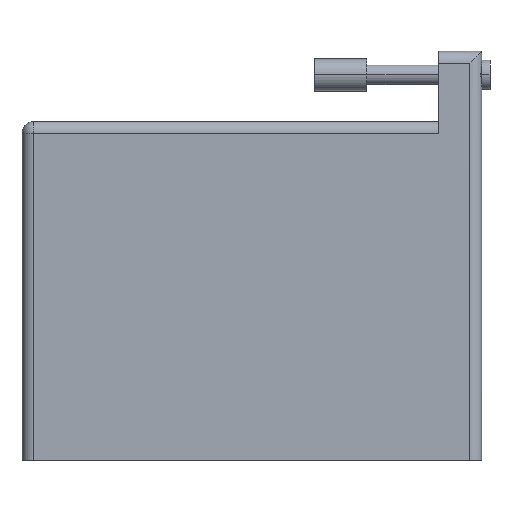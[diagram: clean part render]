
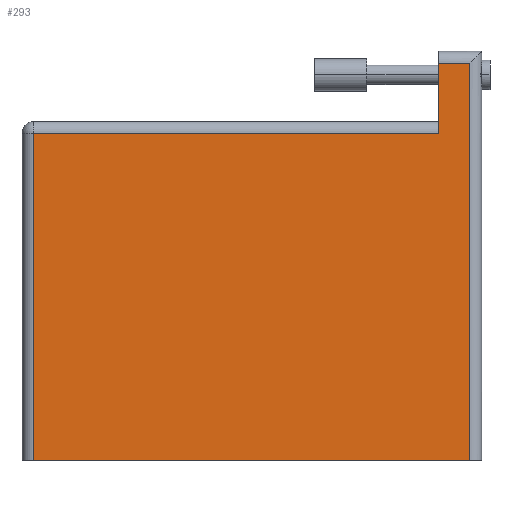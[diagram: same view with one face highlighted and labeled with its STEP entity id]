
A CAD part, top view. The second image highlights one B-rep face of the part: STEP entity #293.
In plain terms, the highlighted planar face has unit normal (0, 0, 1).
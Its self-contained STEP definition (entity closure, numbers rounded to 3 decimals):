
#61 = AXIS2_PLACEMENT_3D ( 'NONE', #231, #1446, #1850 ) ;
#88 = VERTEX_POINT ( 'NONE', #120 ) ;
#120 = CARTESIAN_POINT ( 'NONE',  ( 68.199, 60.452, 0. ) ) ;
#194 = DIRECTION ( 'NONE',  ( -1., 0., 0. ) ) ;
#213 = LINE ( 'NONE', #361, #1819 ) ;
#230 = CARTESIAN_POINT ( 'NONE',  ( 0., 0., 0. ) ) ;
#231 = CARTESIAN_POINT ( 'NONE',  ( 0., 51.562, 0. ) ) ;
#293 = ADVANCED_FACE ( 'NONE', ( #388 ), #1272, .F. ) ;
#361 = CARTESIAN_POINT ( 'NONE',  ( 0., 49.784, 0. ) ) ;
#362 = VECTOR ( 'NONE', #2265, 1000. ) ;
#388 = FACE_OUTER_BOUND ( 'NONE', #967, .T. ) ;
#454 = ORIENTED_EDGE ( 'NONE', *, *, #2284, .T. ) ;
#578 = DIRECTION ( 'NONE',  ( 1., 0., 0. ) ) ;
#676 = EDGE_CURVE ( 'NONE', #88, #1345, #1826, .T. ) ;
#718 = EDGE_CURVE ( 'NONE', #2070, #1049, #2254, .T. ) ;
#826 = CARTESIAN_POINT ( 'NONE',  ( 63.475, 60.452, 0. ) ) ;
#924 = CARTESIAN_POINT ( 'NONE',  ( 0., 60.452, 0. ) ) ;
#963 = VECTOR ( 'NONE', #194, 1000. ) ;
#967 = EDGE_LOOP ( 'NONE', ( #1002, #1426, #1992, #1283, #454, #2193 ) ) ;
#1002 = ORIENTED_EDGE ( 'NONE', *, *, #2354, .T. ) ;
#1049 = VERTEX_POINT ( 'NONE', #2129 ) ;
#1140 = CARTESIAN_POINT ( 'NONE',  ( 1.778, 0., 0. ) ) ;
#1194 = LINE ( 'NONE', #1398, #2202 ) ;
#1196 = VERTEX_POINT ( 'NONE', #2235 ) ;
#1272 = PLANE ( 'NONE',  #61 ) ;
#1278 = CARTESIAN_POINT ( 'NONE',  ( 1.778, 49.784, 0. ) ) ;
#1283 = ORIENTED_EDGE ( 'NONE', *, *, #1746, .T. ) ;
#1290 = LINE ( 'NONE', #230, #1356 ) ;
#1345 = VERTEX_POINT ( 'NONE', #826 ) ;
#1356 = VECTOR ( 'NONE', #578, 1000. ) ;
#1398 = CARTESIAN_POINT ( 'NONE',  ( 63.475, 62.23, 0. ) ) ;
#1426 = ORIENTED_EDGE ( 'NONE', *, *, #2034, .T. ) ;
#1446 = DIRECTION ( 'NONE',  ( 0., 0., -1. ) ) ;
#1624 = DIRECTION ( 'NONE',  ( -1., 0., 0. ) ) ;
#1695 = CARTESIAN_POINT ( 'NONE',  ( 63.475, 49.784, 0. ) ) ;
#1746 = EDGE_CURVE ( 'NONE', #1049, #1196, #1290, .T. ) ;
#1776 = LINE ( 'NONE', #1917, #1947 ) ;
#1819 = VECTOR ( 'NONE', #1624, 1000. ) ;
#1826 = LINE ( 'NONE', #924, #963 ) ;
#1850 = DIRECTION ( 'NONE',  ( -1., 0., 0. ) ) ;
#1917 = CARTESIAN_POINT ( 'NONE',  ( 68.199, 62.23, 0. ) ) ;
#1947 = VECTOR ( 'NONE', #2296, 1000. ) ;
#1951 = DIRECTION ( 'NONE',  ( 0., -1., 0. ) ) ;
#1992 = ORIENTED_EDGE ( 'NONE', *, *, #718, .T. ) ;
#2034 = EDGE_CURVE ( 'NONE', #2150, #2070, #213, .T. ) ;
#2070 = VERTEX_POINT ( 'NONE', #1278 ) ;
#2129 = CARTESIAN_POINT ( 'NONE',  ( 1.778, 0., 0. ) ) ;
#2150 = VERTEX_POINT ( 'NONE', #1695 ) ;
#2193 = ORIENTED_EDGE ( 'NONE', *, *, #676, .T. ) ;
#2202 = VECTOR ( 'NONE', #1951, 1000. ) ;
#2235 = CARTESIAN_POINT ( 'NONE',  ( 68.199, 0., 0. ) ) ;
#2254 = LINE ( 'NONE', #1140, #362 ) ;
#2265 = DIRECTION ( 'NONE',  ( 0., -1., 0. ) ) ;
#2284 = EDGE_CURVE ( 'NONE', #1196, #88, #1776, .T. ) ;
#2296 = DIRECTION ( 'NONE',  ( 0., 1., 0. ) ) ;
#2354 = EDGE_CURVE ( 'NONE', #1345, #2150, #1194, .T. ) ;
